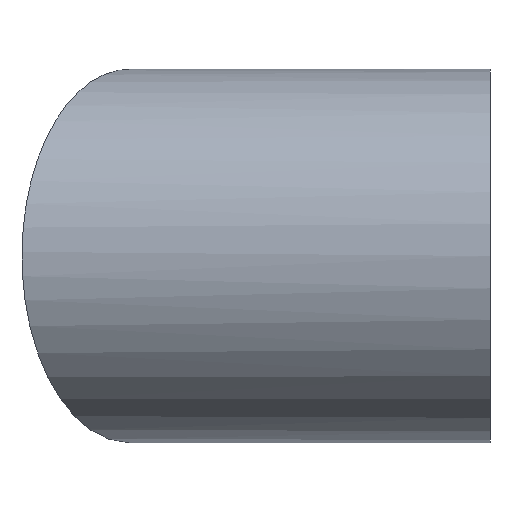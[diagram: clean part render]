
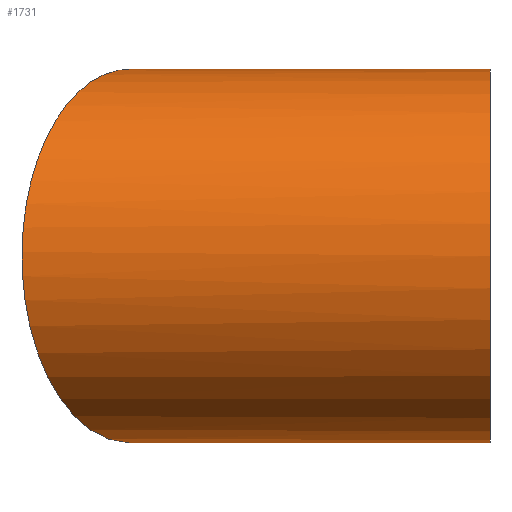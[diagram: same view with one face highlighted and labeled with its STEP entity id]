
A CAD part, left-side view. The second image highlights one B-rep face of the part: STEP entity #1731.
In plain terms, the highlighted cylindrical face has radius 112.5 mm (diameter 225 mm), a full revolution.
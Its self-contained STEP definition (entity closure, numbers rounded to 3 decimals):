
#1731 = ADVANCED_FACE( '', ( #3761, #3762 ), #3763, .T. );
#3761 = FACE_OUTER_BOUND( '', #6094, .T. );
#3762 = FACE_OUTER_BOUND( '', #6095, .T. );
#3763 = CYLINDRICAL_SURFACE( '', #6096, 112.5 );
#6094 = EDGE_LOOP( '', ( #11402 ) );
#6095 = EDGE_LOOP( '', ( #11403 ) );
#6096 = AXIS2_PLACEMENT_3D( '', #11404, #11405, #11406 );
#11402 = ORIENTED_EDGE( '', *, *, #13797, .T. );
#11403 = ORIENTED_EDGE( '', *, *, #13350, .F. );
#11404 = CARTESIAN_POINT( '', ( 0., 0., 0. ) );
#11405 = DIRECTION( '', ( 0., 1., 0. ) );
#11406 = DIRECTION( '', ( 0., 0., -1. ) );
#13350 = EDGE_CURVE( '', #15989, #15989, #15990, .T. );
#13797 = EDGE_CURVE( '', #16778, #16778, #16779, .F. );
#15989 = VERTEX_POINT( '', #19947 );
#15990 = CIRCLE( '', #19948, 112.5 );
#16778 = VERTEX_POINT( '', #21088 );
#16779 = ELLIPSE( '', #21089, 129.904, 112.5 );
#19947 = CARTESIAN_POINT( '', ( 0., 0., -112.5 ) );
#19948 = AXIS2_PLACEMENT_3D( '', #25873, #25874, #25875 );
#21088 = CARTESIAN_POINT( '', ( 112.5, 152.021, 0. ) );
#21089 = AXIS2_PLACEMENT_3D( '', #26234, #26235, #26236 );
#25873 = CARTESIAN_POINT( '', ( 0., 0., 0. ) );
#25874 = DIRECTION( '', ( 0., -1., 0. ) );
#25875 = DIRECTION( '', ( 0., 0., -1. ) );
#26234 = CARTESIAN_POINT( '', ( 0., 216.973, 0. ) );
#26235 = DIRECTION( '', ( 0.5, 0.866, 0. ) );
#26236 = DIRECTION( '', ( 0.866, -0.5, 0. ) );
